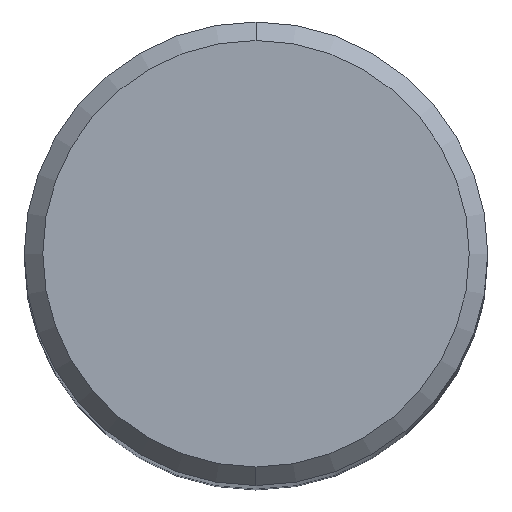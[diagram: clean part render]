
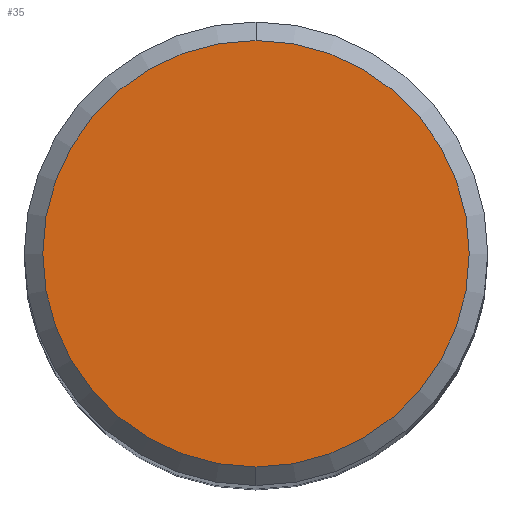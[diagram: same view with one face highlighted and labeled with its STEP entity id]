
A CAD part, top view. The second image highlights one B-rep face of the part: STEP entity #35.
In plain terms, the highlighted planar face has unit normal (0, 0, 1).
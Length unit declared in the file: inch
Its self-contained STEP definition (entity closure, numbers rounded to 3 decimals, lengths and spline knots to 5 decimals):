
#8 = CARTESIAN_POINT ( 'NONE',  ( 0., 0.23, 0. ) ) ;
#10 = ORIENTED_EDGE ( 'NONE', *, *, #156, .T. ) ;
#26 = CARTESIAN_POINT ( 'NONE',  ( 0., 0.23, 0. ) ) ;
#35 = ADVANCED_FACE ( 'NONE', ( #218 ), #54, .F. ) ;
#43 = CARTESIAN_POINT ( 'NONE',  ( 0., 0., 0. ) ) ;
#54 = PLANE ( 'NONE',  #255 ) ;
#71 = VERTEX_POINT ( 'NONE', #89 ) ;
#75 = DIRECTION ( 'NONE',  ( 0., 0., 1. ) ) ;
#89 = CARTESIAN_POINT ( 'NONE',  ( 0., -0.23, 0. ) ) ;
#136 = AXIS2_PLACEMENT_3D ( 'NONE', #43, #75, #388 ) ;
#137 = EDGE_LOOP ( 'NONE', ( #10, #244 ) ) ;
#156 = EDGE_CURVE ( 'NONE', #304, #71, #291, .T. ) ;
#196 = DIRECTION ( 'NONE',  ( 0., 0., 1. ) ) ;
#198 = DIRECTION ( 'NONE',  ( 0., -1., 0. ) ) ;
#213 = DIRECTION ( 'NONE',  ( 0., 1., 0. ) ) ;
#218 = FACE_OUTER_BOUND ( 'NONE', #137, .T. ) ;
#244 = ORIENTED_EDGE ( 'NONE', *, *, #313, .T. ) ;
#255 = AXIS2_PLACEMENT_3D ( 'NONE', #26, #408, #213 ) ;
#291 = CIRCLE ( 'NONE', #406, 0.23 ) ;
#304 = VERTEX_POINT ( 'NONE', #8 ) ;
#313 = EDGE_CURVE ( 'NONE', #71, #304, #323, .T. ) ;
#323 = CIRCLE ( 'NONE', #136, 0.23 ) ;
#350 = CARTESIAN_POINT ( 'NONE',  ( 0., 0., 0. ) ) ;
#388 = DIRECTION ( 'NONE',  ( 0., -1., 0. ) ) ;
#406 = AXIS2_PLACEMENT_3D ( 'NONE', #350, #196, #198 ) ;
#408 = DIRECTION ( 'NONE',  ( 0., 0., -1. ) ) ;
